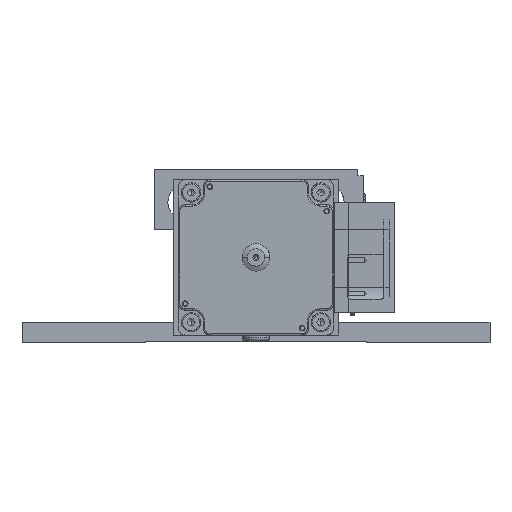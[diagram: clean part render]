
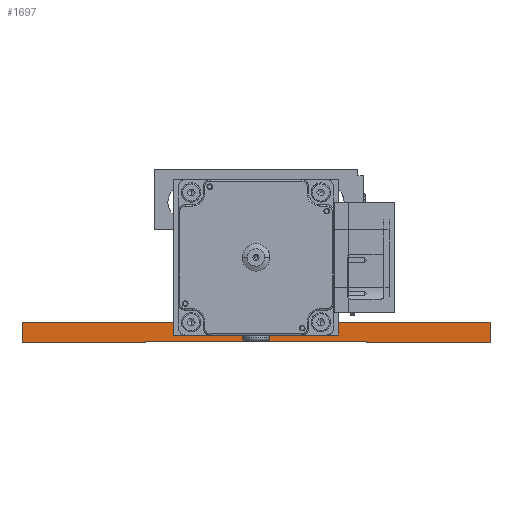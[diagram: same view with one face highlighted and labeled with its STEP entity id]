
A CAD part, front view. The second image highlights one B-rep face of the part: STEP entity #1697.
In plain terms, the highlighted planar face has unit normal (0, -1, 0).
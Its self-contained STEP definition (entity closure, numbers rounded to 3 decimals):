
#1697=ADVANCED_FACE('',(#3903),#35719,.T.);
#3903=FACE_OUTER_BOUND('',#6301,.T.);
#6301=EDGE_LOOP('',(#14789,#14790,#14791,#14792,#14793,#14794,#14795,#14796,
#14797,#14798,#14799,#14800,#14801,#14802,#14803,#14804));
#14789=ORIENTED_EDGE('',*,*,#22451,.T.);
#14790=ORIENTED_EDGE('',*,*,#22452,.T.);
#14791=ORIENTED_EDGE('',*,*,#22359,.F.);
#14792=ORIENTED_EDGE('',*,*,#22453,.T.);
#14793=ORIENTED_EDGE('',*,*,#22454,.T.);
#14794=ORIENTED_EDGE('',*,*,#22455,.T.);
#14795=ORIENTED_EDGE('',*,*,#22358,.F.);
#14796=ORIENTED_EDGE('',*,*,#22456,.T.);
#14797=ORIENTED_EDGE('',*,*,#22457,.T.);
#14798=ORIENTED_EDGE('',*,*,#22450,.T.);
#14799=ORIENTED_EDGE('',*,*,#22403,.F.);
#14800=ORIENTED_EDGE('',*,*,#22458,.T.);
#14801=ORIENTED_EDGE('',*,*,#22412,.T.);
#14802=ORIENTED_EDGE('',*,*,#22415,.T.);
#14803=ORIENTED_EDGE('',*,*,#22409,.F.);
#14804=ORIENTED_EDGE('',*,*,#22361,.F.);
#22358=EDGE_CURVE('',#32248,#32240,#27099,.T.);
#22359=EDGE_CURVE('',#32239,#32231,#27100,.T.);
#22361=EDGE_CURVE('',#32773,#32774,#27102,.T.);
#22403=EDGE_CURVE('',#32805,#32806,#27132,.T.);
#22409=EDGE_CURVE('',#32774,#32807,#27138,.T.);
#22412=EDGE_CURVE('',#32813,#32812,#27141,.T.);
#22415=EDGE_CURVE('',#32812,#32807,#27144,.T.);
#22450=EDGE_CURVE('',#32838,#32806,#27167,.T.);
#22451=EDGE_CURVE('',#32773,#32839,#27168,.T.);
#22452=EDGE_CURVE('',#32839,#32231,#27169,.T.);
#22453=EDGE_CURVE('',#32239,#32840,#27170,.T.);
#22454=EDGE_CURVE('',#32840,#32841,#27171,.T.);
#22455=EDGE_CURVE('',#32841,#32240,#27172,.T.);
#22456=EDGE_CURVE('',#32248,#32842,#27173,.T.);
#22457=EDGE_CURVE('',#32842,#32838,#27174,.T.);
#22458=EDGE_CURVE('',#32805,#32813,#27175,.T.);
#27099=B_SPLINE_CURVE_WITH_KNOTS('',1,(#91287,#91288),.UNSPECIFIED.,.F.,
 .F.,(2,2),(-5.85,-4.35),.UNSPECIFIED.);
#27100=B_SPLINE_CURVE_WITH_KNOTS('',1,(#91289,#91290),.UNSPECIFIED.,.F.,
 .F.,(2,2),(-4.15,-2.65),.UNSPECIFIED.);
#27102=B_SPLINE_CURVE_WITH_KNOTS('',1,(#91293,#91294),.UNSPECIFIED.,.F.,
 .F.,(2,2),(0.05,0.8),.UNSPECIFIED.);
#27132=B_SPLINE_CURVE_WITH_KNOTS('',1,(#91385,#91386),.UNSPECIFIED.,.F.,
 .F.,(2,2),(12.5,17.),.UNSPECIFIED.);
#27138=B_SPLINE_CURVE_WITH_KNOTS('',1,(#91397,#91398),.UNSPECIFIED.,.F.,
 .F.,(2,2),(0.,4.5),.UNSPECIFIED.);
#27141=B_SPLINE_CURVE_WITH_KNOTS('',1,(#91403,#91404),.UNSPECIFIED.,.F.,
 .F.,(2,2),(-8.25,-0.25),.UNSPECIFIED.);
#27144=B_SPLINE_CURVE_WITH_KNOTS('',1,(#91409,#91410),.UNSPECIFIED.,.F.,
 .F.,(2,2),(0.35,0.4),.UNSPECIFIED.);
#27167=B_SPLINE_CURVE_WITH_KNOTS('',1,(#91487,#91488),.UNSPECIFIED.,.F.,
 .F.,(2,2),(0.05,0.8),.UNSPECIFIED.);
#27168=B_SPLINE_CURVE_WITH_KNOTS('',1,(#91489,#91490),.UNSPECIFIED.,.F.,
 .F.,(2,2),(-1.513,4.538),.UNSPECIFIED.);
#27169=B_SPLINE_CURVE_WITH_KNOTS('',1,(#91491,#91492),.UNSPECIFIED.,.F.,
 .F.,(2,2),(-0.05,0.),.UNSPECIFIED.);
#27170=B_SPLINE_CURVE_WITH_KNOTS('',1,(#91493,#91494),.UNSPECIFIED.,.F.,
 .F.,(2,2),(0.,0.05),.UNSPECIFIED.);
#27171=B_SPLINE_CURVE_WITH_KNOTS('',1,(#91495,#91496),.UNSPECIFIED.,.F.,
 .F.,(2,2),(3.3,5.2),.UNSPECIFIED.);
#27172=B_SPLINE_CURVE_WITH_KNOTS('',1,(#91497,#91498),.UNSPECIFIED.,.F.,
 .F.,(2,2),(-0.05,0.),.UNSPECIFIED.);
#27173=B_SPLINE_CURVE_WITH_KNOTS('',1,(#91499,#91500),.UNSPECIFIED.,.F.,
 .F.,(2,2),(0.,0.05),.UNSPECIFIED.);
#27174=B_SPLINE_CURVE_WITH_KNOTS('',1,(#91501,#91502),.UNSPECIFIED.,.F.,
 .F.,(2,2),(3.962,10.013),.UNSPECIFIED.);
#27175=B_SPLINE_CURVE_WITH_KNOTS('',1,(#91503,#91504),.UNSPECIFIED.,.F.,
 .F.,(2,2),(-0.4,-0.35),.UNSPECIFIED.);
#32231=VERTEX_POINT('',#62909);
#32239=VERTEX_POINT('',#62917);
#32240=VERTEX_POINT('',#62918);
#32248=VERTEX_POINT('',#62926);
#32773=VERTEX_POINT('',#63451);
#32774=VERTEX_POINT('',#63452);
#32805=VERTEX_POINT('',#63483);
#32806=VERTEX_POINT('',#63484);
#32807=VERTEX_POINT('',#63485);
#32812=VERTEX_POINT('',#63490);
#32813=VERTEX_POINT('',#63491);
#32838=VERTEX_POINT('',#63516);
#32839=VERTEX_POINT('',#63517);
#32840=VERTEX_POINT('',#63518);
#32841=VERTEX_POINT('',#63519);
#32842=VERTEX_POINT('',#63520);
#35719=PLANE('',#37227);
#37227=AXIS2_PLACEMENT_3D('',#58696,#38857,$);
#38857=DIRECTION('',(0.,-1.,0.));
#58696=CARTESIAN_POINT('',(85.01,-109.05,8.01));
#62909=CARTESIAN_POINT('',(24.5,-109.05,8.));
#62917=CARTESIAN_POINT('',(9.5,-109.05,8.));
#62918=CARTESIAN_POINT('',(-9.5,-109.05,8.));
#62926=CARTESIAN_POINT('',(-24.5,-109.05,8.));
#63451=CARTESIAN_POINT('',(85.,-109.05,7.5));
#63452=CARTESIAN_POINT('',(85.,-109.05,0.));
#63483=CARTESIAN_POINT('',(-40.,-109.05,0.));
#63484=CARTESIAN_POINT('',(-85.,-109.05,0.));
#63485=CARTESIAN_POINT('',(40.,-109.05,0.));
#63490=CARTESIAN_POINT('',(40.,-109.05,0.5));
#63491=CARTESIAN_POINT('',(-40.,-109.05,0.5));
#63516=CARTESIAN_POINT('',(-85.,-109.05,7.5));
#63517=CARTESIAN_POINT('',(24.5,-109.05,7.5));
#63518=CARTESIAN_POINT('',(9.5,-109.05,7.5));
#63519=CARTESIAN_POINT('',(-9.5,-109.05,7.5));
#63520=CARTESIAN_POINT('',(-24.5,-109.05,7.5));
#91287=CARTESIAN_POINT('',(-24.5,-109.05,8.));
#91288=CARTESIAN_POINT('',(-9.5,-109.05,8.));
#91289=CARTESIAN_POINT('',(9.5,-109.05,8.));
#91290=CARTESIAN_POINT('',(24.5,-109.05,8.));
#91293=CARTESIAN_POINT('',(85.,-109.05,7.5));
#91294=CARTESIAN_POINT('',(85.,-109.05,0.));
#91385=CARTESIAN_POINT('',(-40.,-109.05,0.));
#91386=CARTESIAN_POINT('',(-85.,-109.05,0.));
#91397=CARTESIAN_POINT('',(85.,-109.05,0.));
#91398=CARTESIAN_POINT('',(40.,-109.05,0.));
#91403=CARTESIAN_POINT('',(-40.,-109.05,0.5));
#91404=CARTESIAN_POINT('',(40.,-109.05,0.5));
#91409=CARTESIAN_POINT('',(40.,-109.05,0.5));
#91410=CARTESIAN_POINT('',(40.,-109.05,0.));
#91487=CARTESIAN_POINT('',(-85.,-109.05,7.5));
#91488=CARTESIAN_POINT('',(-85.,-109.05,0.));
#91489=CARTESIAN_POINT('',(85.,-109.05,7.5));
#91490=CARTESIAN_POINT('',(24.5,-109.05,7.5));
#91491=CARTESIAN_POINT('',(24.5,-109.05,7.5));
#91492=CARTESIAN_POINT('',(24.5,-109.05,8.));
#91493=CARTESIAN_POINT('',(9.5,-109.05,8.));
#91494=CARTESIAN_POINT('',(9.5,-109.05,7.5));
#91495=CARTESIAN_POINT('',(9.5,-109.05,7.5));
#91496=CARTESIAN_POINT('',(-9.5,-109.05,7.5));
#91497=CARTESIAN_POINT('',(-9.5,-109.05,7.5));
#91498=CARTESIAN_POINT('',(-9.5,-109.05,8.));
#91499=CARTESIAN_POINT('',(-24.5,-109.05,8.));
#91500=CARTESIAN_POINT('',(-24.5,-109.05,7.5));
#91501=CARTESIAN_POINT('',(-24.5,-109.05,7.5));
#91502=CARTESIAN_POINT('',(-85.,-109.05,7.5));
#91503=CARTESIAN_POINT('',(-40.,-109.05,0.));
#91504=CARTESIAN_POINT('',(-40.,-109.05,0.5));
